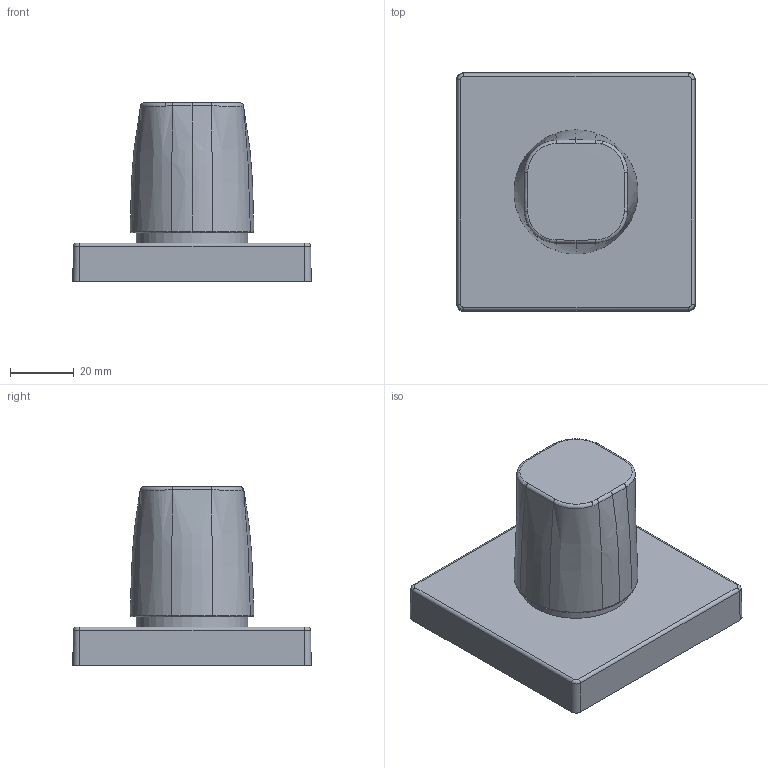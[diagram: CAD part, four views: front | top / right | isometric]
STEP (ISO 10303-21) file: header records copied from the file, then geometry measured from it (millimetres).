
FILE_DESCRIPTION (( 'STEP AP203' ), '1' );
FILE_NAME ('02288202.STEP', '2017-03-09T05:38:51', ( '' ), ( '' ), 'SwSTEP 2.0', 'SolidWorks 2016', '' );
FILE_SCHEMA (( 'CONFIG_CONTROL_DESIGN' ));
Length unit declared in the file: millimetre
Products named in the file (1): 02288202
Bounding box: 75 x 75 x 56.09 mm (x, y, z)
Volume: 115067.6 mm3; surface area: 19937.1 mm2
Topology: 1 solids, 1 shells, 53 faces, 120 edges, 71 vertices
Faces by surface type: bspline 36, cylinder 9, plane 7, sphere 1
Full cylindrical faces by diameter (mm): 35.003 x1
Entity records: 4255 total; most frequent: CARTESIAN_POINT 3300, ORIENTED_EDGE 236, EDGE_CURVE 118, B_SPLINE_CURVE_WITH_KNOTS 86, DIRECTION 72, VERTEX_POINT 70, EDGE_LOOP 56, FACE_OUTER_BOUND 54
